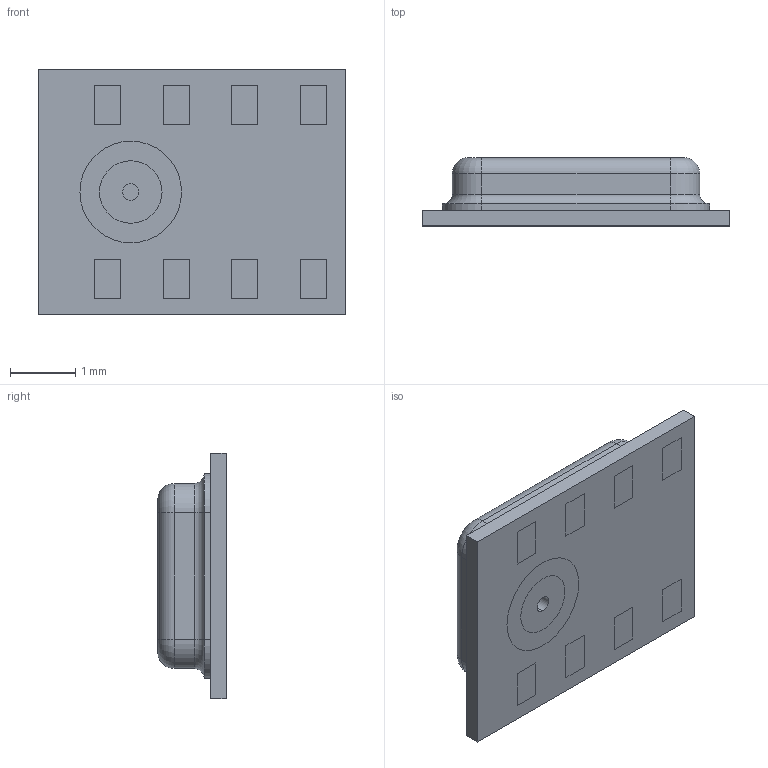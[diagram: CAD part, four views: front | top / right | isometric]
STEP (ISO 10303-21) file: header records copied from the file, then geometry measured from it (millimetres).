
FILE_DESCRIPTION (( 'STEP AP214' ), '1' );
FILE_NAME ('INMP441ACEZ-R7.STEP', '2020-09-24T12:53:32', ( '' ), ( '' ), 'SwSTEP 2.0', 'SolidWorks 2017', '' );
FILE_SCHEMA (( 'AUTOMOTIVE_DESIGN' ));
Length unit declared in the file: millimetre
Products named in the file (1): INMP441ACEZ-R7
Bounding box: 4.72 x 1.05 x 3.76 mm (x, y, z)
Volume: 12.9 mm3; surface area: 92.5 mm2
Topology: 13 solids, 13 shells, 172 faces, 366 edges, 236 vertices
Faces by surface type: plane 126, cylinder 38, torus 8
Entity records: 4728 total; most frequent: DIRECTION 792, CARTESIAN_POINT 775, ORIENTED_EDGE 732, EDGE_CURVE 366, VECTOR 286, LINE 286, AXIS2_PLACEMENT_3D 253, VERTEX_POINT 236
